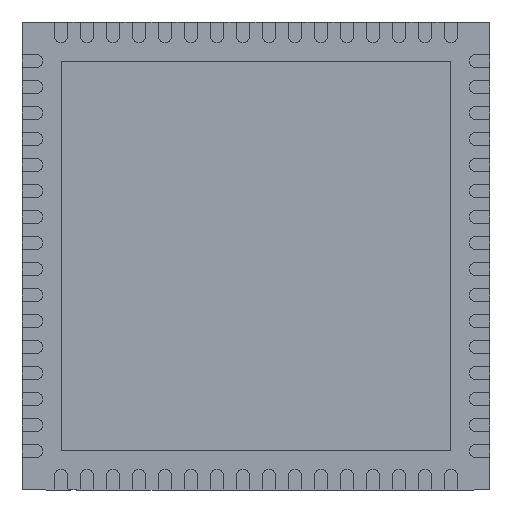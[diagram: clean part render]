
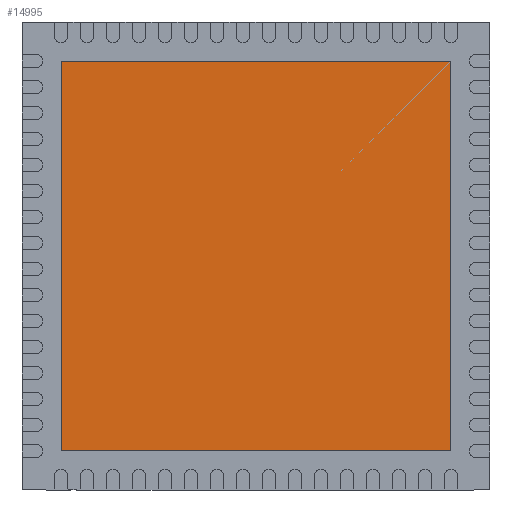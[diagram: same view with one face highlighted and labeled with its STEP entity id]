
A CAD part, front view. The second image highlights one B-rep face of the part: STEP entity #14995.
In plain terms, the highlighted planar face has unit normal (0, -1, 0).
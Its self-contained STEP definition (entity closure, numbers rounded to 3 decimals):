
#10 = CARTESIAN_POINT ( 'NONE',  ( -3.75, 0., -3.625 ) ) ;
#199 = EDGE_LOOP ( 'NONE', ( #7510, #6511, #3343, #15572 ) ) ;
#1352 = VECTOR ( 'NONE', #18980, 1000. ) ;
#1649 = LINE ( 'NONE', #16184, #5205 ) ;
#2868 = VECTOR ( 'NONE', #4987, 1000. ) ;
#2980 = VERTEX_POINT ( 'NONE', #21037 ) ;
#3063 = DIRECTION ( 'NONE',  ( 0., 0., 1. ) ) ;
#3343 = ORIENTED_EDGE ( 'NONE', *, *, #7810, .T. ) ;
#4189 = VECTOR ( 'NONE', #3063, 1000. ) ;
#4340 = VERTEX_POINT ( 'NONE', #19031 ) ;
#4547 = VERTEX_POINT ( 'NONE', #19959 ) ;
#4987 = DIRECTION ( 'NONE',  ( 0., 0., -1. ) ) ;
#5205 = VECTOR ( 'NONE', #16460, 1000. ) ;
#5440 = CARTESIAN_POINT ( 'NONE',  ( 0., 0., 0. ) ) ;
#5606 = FACE_OUTER_BOUND ( 'NONE', #199, .T. ) ;
#5661 = LINE ( 'NONE', #13915, #1352 ) ;
#6054 = CARTESIAN_POINT ( 'NONE',  ( 3.75, 0., -3.75 ) ) ;
#6511 = ORIENTED_EDGE ( 'NONE', *, *, #19108, .T. ) ;
#6930 = PLANE ( 'NONE',  #7449 ) ;
#7005 = DIRECTION ( 'NONE',  ( 0., 1., 0. ) ) ;
#7449 = AXIS2_PLACEMENT_3D ( 'NONE', #5440, #7005, #8628 ) ;
#7510 = ORIENTED_EDGE ( 'NONE', *, *, #20139, .T. ) ;
#7810 = EDGE_CURVE ( 'NONE', #4340, #8317, #1649, .T. ) ;
#8317 = VERTEX_POINT ( 'NONE', #6054 ) ;
#8628 = DIRECTION ( 'NONE',  ( 0., 0., 1. ) ) ;
#11471 = EDGE_CURVE ( 'NONE', #8317, #2980, #17627, .T. ) ;
#12762 = CARTESIAN_POINT ( 'NONE',  ( 3.75, 0., 3.75 ) ) ;
#13915 = CARTESIAN_POINT ( 'NONE',  ( 3.625, 0., 3.75 ) ) ;
#14995 = ADVANCED_FACE ( 'NONE', ( #5606 ), #6930, .F. ) ;
#15044 = LINE ( 'NONE', #10, #2868 ) ;
#15572 = ORIENTED_EDGE ( 'NONE', *, *, #11471, .T. ) ;
#16184 = CARTESIAN_POINT ( 'NONE',  ( 3.625, 0., -3.75 ) ) ;
#16460 = DIRECTION ( 'NONE',  ( 1., 0., 0. ) ) ;
#17627 = LINE ( 'NONE', #12762, #4189 ) ;
#18980 = DIRECTION ( 'NONE',  ( -1., 0., 0. ) ) ;
#19031 = CARTESIAN_POINT ( 'NONE',  ( -3.75, 0., -3.75 ) ) ;
#19108 = EDGE_CURVE ( 'NONE', #4547, #4340, #15044, .T. ) ;
#19959 = CARTESIAN_POINT ( 'NONE',  ( -3.75, 0., 3.75 ) ) ;
#20139 = EDGE_CURVE ( 'NONE', #2980, #4547, #5661, .T. ) ;
#21037 = CARTESIAN_POINT ( 'NONE',  ( 3.75, 0., 3.75 ) ) ;
